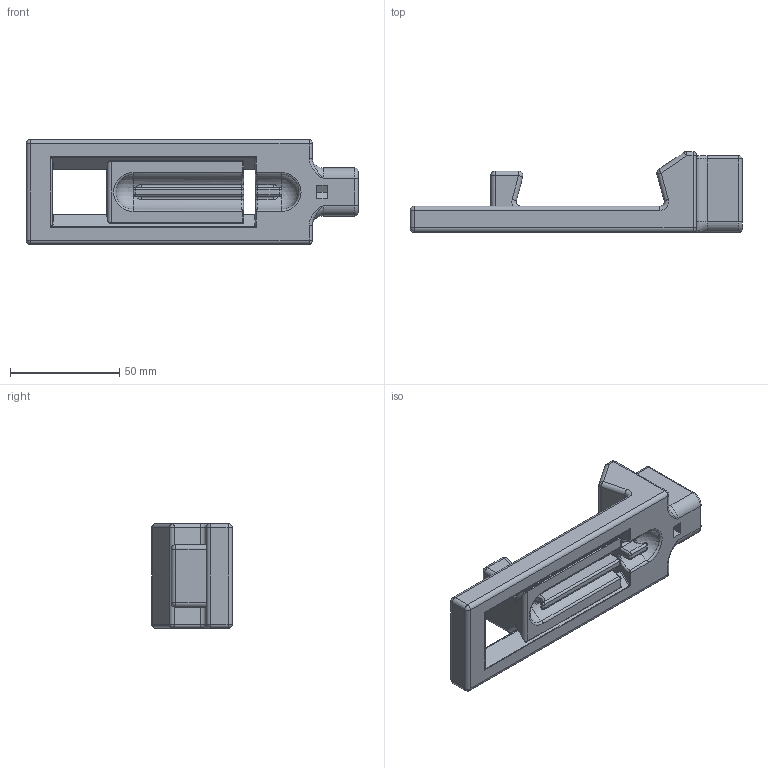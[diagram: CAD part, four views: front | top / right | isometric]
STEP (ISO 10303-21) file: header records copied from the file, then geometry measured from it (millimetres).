
FILE_DESCRIPTION(/* description */ (''),/* implementation_level */ '2;1');
FILE_NAME(/* name */ 'phone_mount_TUSM_V01.01.step',/* time_stamp */ '2020-09-08T11:51:15+10:00',/* author */ (''),/* organization */ (''),/* preprocessor_version */ 'ST-DEVELOPER v18.1',/* originating_system */ 'Autodesk Translation Framework v9.3.0.1241',/* authorisation */ '');
FILE_SCHEMA (('AUTOMOTIVE_DESIGN { 1 0 10303 214 3 1 1 }'));
Length unit declared in the file: millimetre
Products named in the file (3): Phone Gripper; Gripper.Blank; OpenBot-PhoneMount-V01
Assembly tree (2 placements, depth 2):
  Phone Gripper
    Gripper.Blank
    OpenBot-PhoneMount-V01
Bounding box: 152 x 37 x 48 mm (x, y, z)
Volume: 97239.4 mm3; surface area: 28438.7 mm2
Topology: 2 solids, 2 shells, 309 faces, 695 edges, 364 vertices
Faces by surface type: cylinder 125, plane 56, bspline 54, sphere 38, torus 34, cone 2
Full cylindrical faces by diameter (mm): 3.5 x4
Entity records: 9847 total; most frequent: CARTESIAN_POINT 3166, DIRECTION 1463, ORIENTED_EDGE 1330, EDGE_CURVE 665, AXIS2_PLACEMENT_3D 598, VERTEX_POINT 364, EDGE_LOOP 319, FACE_OUTER_BOUND 309
